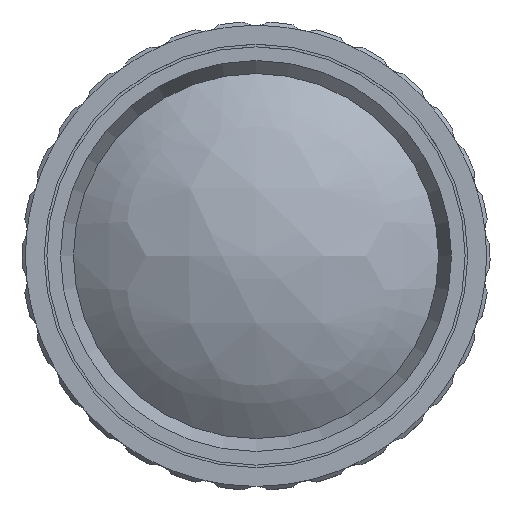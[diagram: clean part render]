
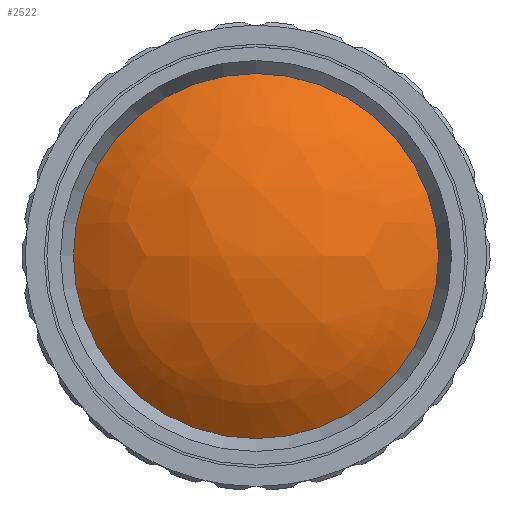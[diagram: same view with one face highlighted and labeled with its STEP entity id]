
A CAD part, top view. The second image highlights one B-rep face of the part: STEP entity #2522.
In plain terms, the highlighted free-form (B-spline) face has degree [3, 3] with [4, 4] control points.
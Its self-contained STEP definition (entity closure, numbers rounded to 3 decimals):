
#179 = EDGE_CURVE ( 'NONE', #2717, #2717, #2816, .T. ) ;
#320 = CARTESIAN_POINT ( 'NONE',  ( -27.157, -9.902, -6.244 ) ) ;
#347 = CARTESIAN_POINT ( 'NONE',  ( 7.487, 24.904, -6.244 ) ) ;
#651 = CARTESIAN_POINT ( 'NONE',  ( 19.13, 24.904, -15.813 ) ) ;
#652 = DIRECTION ( 'NONE',  ( 1., 0., 0. ) ) ;
#1335 = ORIENTED_EDGE ( 'NONE', *, *, #179, .T. ) ;
#1396 = CARTESIAN_POINT ( 'NONE',  ( 27.081, 9.754, -6.138 ) ) ;
#1439 = CARTESIAN_POINT ( 'NONE',  ( -10.736, 9.754, 7.377 ) ) ;
#1816 = CARTESIAN_POINT ( 'NONE',  ( -19.144, -25.009, -15.936 ) ) ;
#2053 = EDGE_LOOP ( 'NONE', ( #1335 ) ) ;
#2175 = AXIS2_PLACEMENT_3D ( 'NONE', #4520, #3328, #652 ) ;
#2268 = CARTESIAN_POINT ( 'NONE',  ( -27.178, 9.754, -6.218 ) ) ;
#2522 = ADVANCED_FACE ( 'NONE', ( #3796 ), #2885, .T. ) ;
#2569 = CARTESIAN_POINT ( 'NONE',  ( 10.599, 9.754, 7.408 ) ) ;
#2597 = CARTESIAN_POINT ( 'NONE',  ( 27.06, -9.902, -6.164 ) ) ;
#2717 = VERTEX_POINT ( 'NONE', #4248 ) ;
#2816 = CIRCLE ( 'NONE', #2175, 24.572 ) ;
#2885 =( BOUNDED_SURFACE ( )  B_SPLINE_SURFACE ( 3, 3, ( 
 ( #4120, #2943, #347, #651 ),
 ( #2268, #1439, #2569, #1396 ),
 ( #320, #3326, #4449, #2597 ),
 ( #1816, #4892, #4542, #3370 ) ),
 .UNSPECIFIED., .F., .F., .F. ) 
 B_SPLINE_SURFACE_WITH_KNOTS ( ( 4, 4 ),
 ( 4, 4 ),
 ( 0., 1. ),
 ( 0., 1. ),
 .UNSPECIFIED. ) 
 GEOMETRIC_REPRESENTATION_ITEM ( )  RATIONAL_B_SPLINE_SURFACE ( (
 ( 1., 0.848, 0.848, 1.),
 ( 0.846, 0.718, 0.718, 0.846),
 ( 0.846, 0.718, 0.718, 0.846),
 ( 1., 0.848, 0.848, 1.) ) ) 
 REPRESENTATION_ITEM ( '' )  SURFACE ( )  );
#2943 = CARTESIAN_POINT ( 'NONE',  ( -7.584, 24.904, -6.266 ) ) ;
#3326 = CARTESIAN_POINT ( 'NONE',  ( -10.727, -9.902, 7.339 ) ) ;
#3328 = DIRECTION ( 'NONE',  ( 0., 0., 1. ) ) ;
#3370 = CARTESIAN_POINT ( 'NONE',  ( 19.075, -25.009, -15.879 ) ) ;
#3796 = FACE_OUTER_BOUND ( 'NONE', #2053, .T. ) ;
#4120 = CARTESIAN_POINT ( 'NONE',  ( -19.199, 24.904, -15.869 ) ) ;
#4248 = CARTESIAN_POINT ( 'NONE',  ( 24.572, 0., -8.688 ) ) ;
#4449 = CARTESIAN_POINT ( 'NONE',  ( 10.59, -9.902, 7.371 ) ) ;
#4520 = CARTESIAN_POINT ( 'NONE',  ( 0., 0., -8.688 ) ) ;
#4542 = CARTESIAN_POINT ( 'NONE',  ( 7.465, -25.009, -6.338 ) ) ;
#4892 = CARTESIAN_POINT ( 'NONE',  ( -7.562, -25.009, -6.36 ) ) ;
